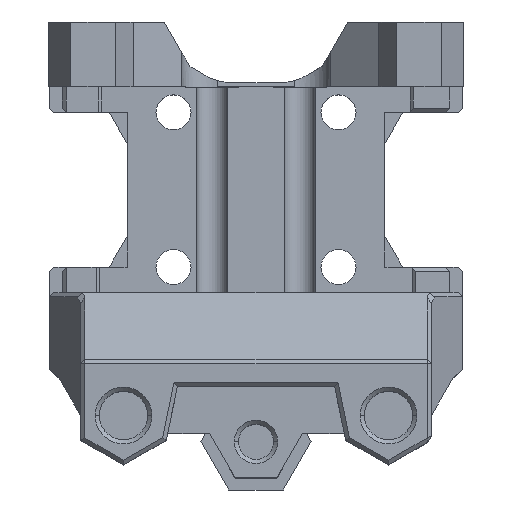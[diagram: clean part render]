
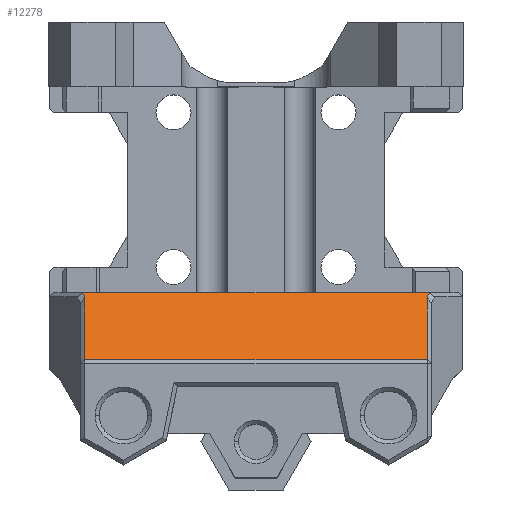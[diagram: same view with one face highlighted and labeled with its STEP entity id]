
A CAD part, top view. The second image highlights one B-rep face of the part: STEP entity #12278.
In plain terms, the highlighted planar face has unit normal (0, 0.707, 0.707).
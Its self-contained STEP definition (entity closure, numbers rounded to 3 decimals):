
#51 = CARTESIAN_POINT ( 'NONE',  ( 16.6, -10.391, 10.391 ) ) ;
#87 = VECTOR ( 'NONE', #11438, 1000. ) ;
#278 = VECTOR ( 'NONE', #8698, 1000. ) ;
#335 = ORIENTED_EDGE ( 'NONE', *, *, #11808, .F. ) ;
#559 = EDGE_CURVE ( 'NONE', #3289, #7366, #4407, .T. ) ;
#612 = ORIENTED_EDGE ( 'NONE', *, *, #5231, .F. ) ;
#688 = LINE ( 'NONE', #7470, #87 ) ;
#747 = VERTEX_POINT ( 'NONE', #3704 ) ;
#812 = VERTEX_POINT ( 'NONE', #7435 ) ;
#885 = VERTEX_POINT ( 'NONE', #8916 ) ;
#1238 = CARTESIAN_POINT ( 'NONE',  ( 16.6, -13.524, 13.524 ) ) ;
#1281 = VECTOR ( 'NONE', #1305, 1000. ) ;
#1289 = ORIENTED_EDGE ( 'NONE', *, *, #4850, .F. ) ;
#1305 = DIRECTION ( 'NONE',  ( -0.378, 0.655, -0.655 ) ) ;
#1376 = VECTOR ( 'NONE', #10621, 1000. ) ;
#1587 = LINE ( 'NONE', #1238, #6313 ) ;
#2697 = PLANE ( 'NONE',  #4174 ) ;
#2824 = ORIENTED_EDGE ( 'NONE', *, *, #9526, .F. ) ;
#2884 = DIRECTION ( 'NONE',  ( 0., 0.707, -0.707 ) ) ;
#3048 = VECTOR ( 'NONE', #11040, 1000. ) ;
#3088 = CARTESIAN_POINT ( 'NONE',  ( 12.125, -10., 10. ) ) ;
#3289 = VERTEX_POINT ( 'NONE', #3716 ) ;
#3422 = ORIENTED_EDGE ( 'NONE', *, *, #10483, .F. ) ;
#3571 = LINE ( 'NONE', #12381, #7461 ) ;
#3704 = CARTESIAN_POINT ( 'NONE',  ( 16.811, -10.026, 10.026 ) ) ;
#3716 = CARTESIAN_POINT ( 'NONE',  ( -16.6, -10.391, 10.391 ) ) ;
#3763 = DIRECTION ( 'NONE',  ( 0.378, -0.655, 0.655 ) ) ;
#4174 = AXIS2_PLACEMENT_3D ( 'NONE', #5663, #7539, #2884 ) ;
#4389 = EDGE_LOOP ( 'NONE', ( #9280, #6333, #5444, #2824, #1289, #612, #335, #3422 ) ) ;
#4407 = LINE ( 'NONE', #7311, #1281 ) ;
#4657 = VERTEX_POINT ( 'NONE', #10265 ) ;
#4663 = CARTESIAN_POINT ( 'NONE',  ( 16.178, -11.122, 11.122 ) ) ;
#4691 = EDGE_CURVE ( 'NONE', #7366, #885, #7078, .T. ) ;
#4755 = LINE ( 'NONE', #6990, #278 ) ;
#4850 = EDGE_CURVE ( 'NONE', #7689, #6798, #1587, .T. ) ;
#5231 = EDGE_CURVE ( 'NONE', #747, #7689, #12570, .T. ) ;
#5276 = CARTESIAN_POINT ( 'NONE',  ( -14.433, -5.907, 5.907 ) ) ;
#5444 = ORIENTED_EDGE ( 'NONE', *, *, #8572, .F. ) ;
#5663 = CARTESIAN_POINT ( 'NONE',  ( 20., -10., 10. ) ) ;
#6047 = DIRECTION ( 'NONE',  ( 1., 0., 0. ) ) ;
#6313 = VECTOR ( 'NONE', #7048, 1000. ) ;
#6333 = ORIENTED_EDGE ( 'NONE', *, *, #559, .F. ) ;
#6798 = VERTEX_POINT ( 'NONE', #11518 ) ;
#6854 = CARTESIAN_POINT ( 'NONE',  ( -16.811, -10.026, 10.026 ) ) ;
#6990 = CARTESIAN_POINT ( 'NONE',  ( -16.6, -16.663, 16.663 ) ) ;
#7018 = LINE ( 'NONE', #3088, #8965 ) ;
#7048 = DIRECTION ( 'NONE',  ( 0., -0.707, 0.707 ) ) ;
#7078 = LINE ( 'NONE', #5276, #3048 ) ;
#7311 = CARTESIAN_POINT ( 'NONE',  ( -12.464, -17.555, 17.555 ) ) ;
#7366 = VERTEX_POINT ( 'NONE', #6854 ) ;
#7435 = CARTESIAN_POINT ( 'NONE',  ( -16.6, -16.5, 16.5 ) ) ;
#7461 = VECTOR ( 'NONE', #3763, 1000. ) ;
#7470 = CARTESIAN_POINT ( 'NONE',  ( 20., -16.5, 16.5 ) ) ;
#7539 = DIRECTION ( 'NONE',  ( 0., -0.707, -0.707 ) ) ;
#7689 = VERTEX_POINT ( 'NONE', #51 ) ;
#8572 = EDGE_CURVE ( 'NONE', #812, #3289, #4755, .T. ) ;
#8646 = FACE_OUTER_BOUND ( 'NONE', #4389, .T. ) ;
#8698 = DIRECTION ( 'NONE',  ( 0., 0.707, -0.707 ) ) ;
#8916 = CARTESIAN_POINT ( 'NONE',  ( -16.796, -10., 10. ) ) ;
#8965 = VECTOR ( 'NONE', #6047, 1000. ) ;
#9280 = ORIENTED_EDGE ( 'NONE', *, *, #4691, .F. ) ;
#9526 = EDGE_CURVE ( 'NONE', #6798, #812, #688, .T. ) ;
#10265 = CARTESIAN_POINT ( 'NONE',  ( 16.796, -10., 10. ) ) ;
#10483 = EDGE_CURVE ( 'NONE', #885, #4657, #7018, .T. ) ;
#10621 = DIRECTION ( 'NONE',  ( -0.378, -0.655, 0.655 ) ) ;
#11040 = DIRECTION ( 'NONE',  ( 0.378, 0.655, -0.655 ) ) ;
#11438 = DIRECTION ( 'NONE',  ( -1., 0., 0. ) ) ;
#11518 = CARTESIAN_POINT ( 'NONE',  ( 16.6, -16.5, 16.5 ) ) ;
#11808 = EDGE_CURVE ( 'NONE', #4657, #747, #3571, .T. ) ;
#12278 = ADVANCED_FACE ( 'NONE', ( #8646 ), #2697, .F. ) ;
#12381 = CARTESIAN_POINT ( 'NONE',  ( 16.924, -10.222, 10.222 ) ) ;
#12570 = LINE ( 'NONE', #4663, #1376 ) ;
